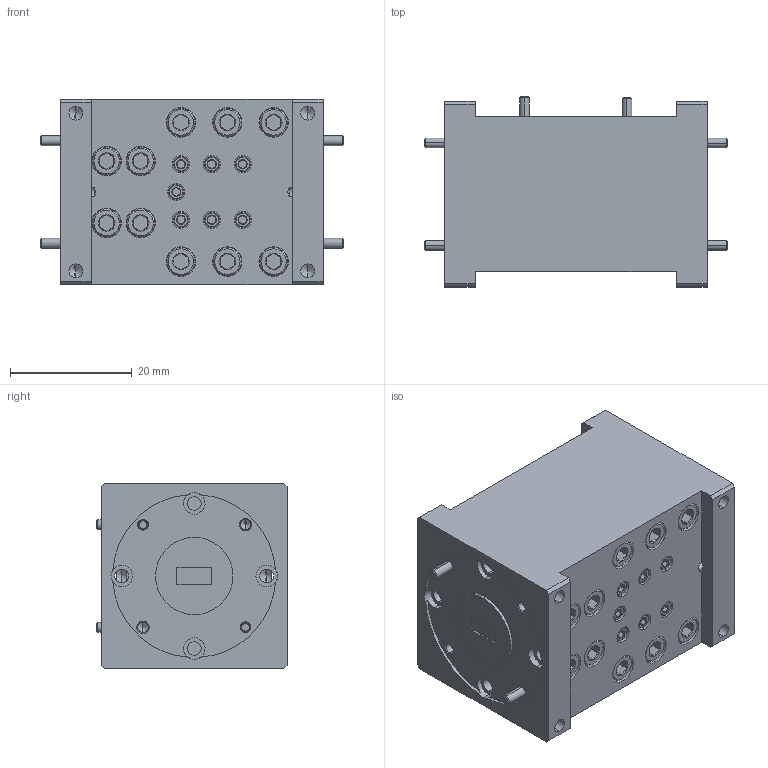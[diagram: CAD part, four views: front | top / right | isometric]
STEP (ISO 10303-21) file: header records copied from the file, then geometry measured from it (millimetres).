
FILE_DESCRIPTION (( 'STEP AP214' ), '1' );
FILE_NAME ('AT-QS-224-F-A, CTRLD.STEP', '2023-04-12T20:01:37', ( '' ), ( '' ), 'SwSTEP 2.0', 'SolidWorks 2021', '' );
FILE_SCHEMA (( 'AUTOMOTIVE_DESIGN' ));
Length unit declared in the file: inch
Products named in the file (1): AT-QS-224-F-A, CTRLD
Bounding box: 49.82 x 31.22 x 30.48 mm (x, y, z)
Volume: 33623 mm3; surface area: 9703.6 mm2
Topology: 5 solids, 5 shells, 687 faces, 1481 edges, 848 vertices
Faces by surface type: cone 271, plane 230, cylinder 186
Entity records: 18796 total; most frequent: CARTESIAN_POINT 3813, DIRECTION 3330, ORIENTED_EDGE 2882, EDGE_CURVE 1441, AXIS2_PLACEMENT_3D 1325, VERTEX_POINT 848, EDGE_LOOP 779, ADVANCED_FACE 687
